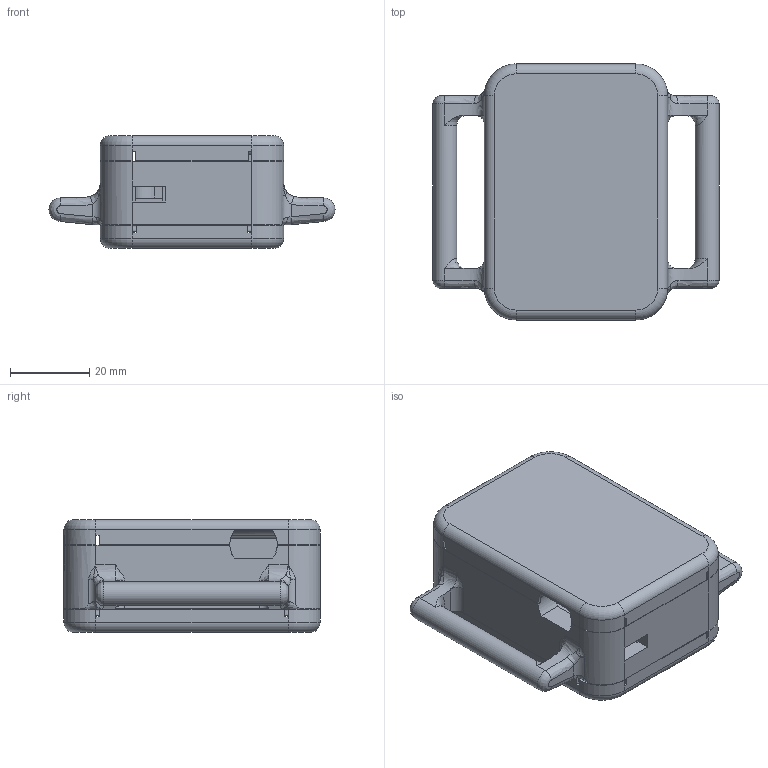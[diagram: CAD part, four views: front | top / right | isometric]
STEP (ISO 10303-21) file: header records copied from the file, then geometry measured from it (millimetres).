
FILE_DESCRIPTION(/* description */ (''),/* implementation_level */ '2;1');
FILE_NAME(/* name */ 'GooCase v32.step',/* time_stamp */ '2023-09-20T20:24:38-04:00',/* author */ (''),/* organization */ (''),/* preprocessor_version */ 'ST-DEVELOPER v20',/* originating_system */ 'Autodesk Translation Framework v12.9.0.99',/* authorisation */ '');
FILE_SCHEMA (('AUTOMOTIVE_DESIGN { 1 0 10303 214 3 1 1 }'));
Length unit declared in the file: centimetre
Products named in the file (1): GooCase
Bounding box: 72.3 x 64.7 x 28.5 mm (x, y, z)
Volume: 48113.6 mm3; surface area: 29450.7 mm2
Topology: 3 solids, 3 shells, 319 faces, 883 edges, 544 vertices
Faces by surface type: plane 158, bspline 90, cylinder 57, torus 14
Full cylindrical faces by diameter (mm): 6 x2
Entity records: 15451 total; most frequent: CARTESIAN_POINT 7951, ORIENTED_EDGE 1734, DIRECTION 1346, EDGE_CURVE 867, VERTEX_POINT 544, LINE 494, VECTOR 494, AXIS2_PLACEMENT_3D 426
